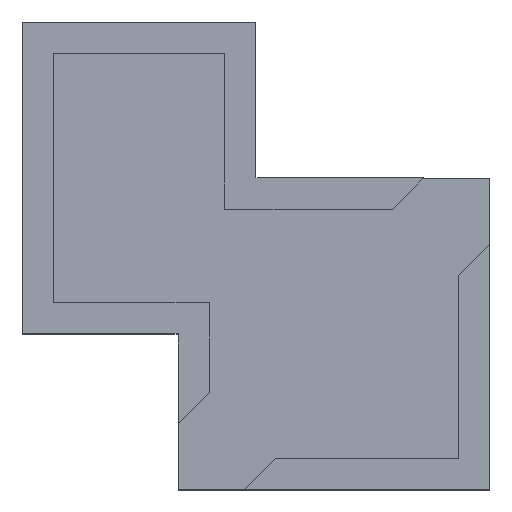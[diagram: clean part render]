
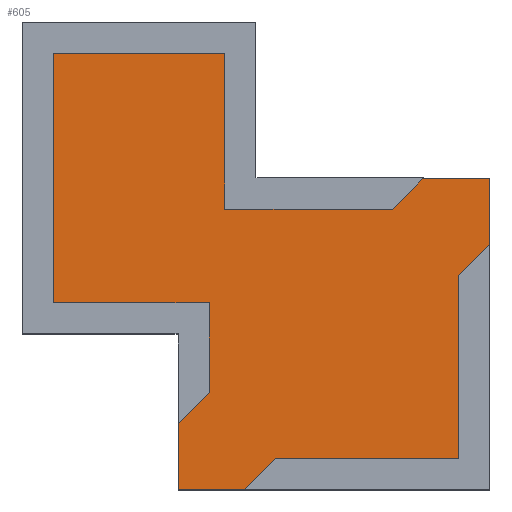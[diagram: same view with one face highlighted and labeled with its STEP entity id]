
A CAD part, top view. The second image highlights one B-rep face of the part: STEP entity #605.
In plain terms, the highlighted planar face has unit normal (0, 0, 1).
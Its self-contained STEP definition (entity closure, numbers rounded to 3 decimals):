
#27=FACE_OUTER_BOUND('',#61,.T.);
#61=EDGE_LOOP('',(#427,#428,#429,#430,#431,#432,#433,#434));
#89=LINE('',#843,#173);
#92=LINE('',#849,#176);
#95=LINE('',#855,#179);
#98=LINE('',#861,#182);
#101=LINE('',#867,#185);
#104=LINE('',#873,#188);
#107=LINE('',#879,#191);
#110=LINE('',#883,#194);
#173=VECTOR('',#687,10.);
#176=VECTOR('',#692,10.);
#179=VECTOR('',#697,10.);
#182=VECTOR('',#702,10.);
#185=VECTOR('',#707,10.);
#188=VECTOR('',#712,10.);
#191=VECTOR('',#717,10.);
#194=VECTOR('',#722,10.);
#257=VERTEX_POINT('',#840);
#258=VERTEX_POINT('',#842);
#260=VERTEX_POINT('',#848);
#262=VERTEX_POINT('',#854);
#264=VERTEX_POINT('',#860);
#266=VERTEX_POINT('',#866);
#268=VERTEX_POINT('',#872);
#270=VERTEX_POINT('',#878);
#313=EDGE_CURVE('',#258,#257,#89,.T.);
#316=EDGE_CURVE('',#260,#258,#92,.T.);
#319=EDGE_CURVE('',#262,#260,#95,.T.);
#322=EDGE_CURVE('',#264,#262,#98,.T.);
#325=EDGE_CURVE('',#266,#264,#101,.T.);
#328=EDGE_CURVE('',#268,#266,#104,.T.);
#331=EDGE_CURVE('',#270,#268,#107,.T.);
#334=EDGE_CURVE('',#257,#270,#110,.T.);
#427=ORIENTED_EDGE('',*,*,#334,.T.);
#428=ORIENTED_EDGE('',*,*,#331,.T.);
#429=ORIENTED_EDGE('',*,*,#328,.T.);
#430=ORIENTED_EDGE('',*,*,#325,.T.);
#431=ORIENTED_EDGE('',*,*,#322,.T.);
#432=ORIENTED_EDGE('',*,*,#319,.T.);
#433=ORIENTED_EDGE('',*,*,#316,.T.);
#434=ORIENTED_EDGE('',*,*,#313,.T.);
#571=PLANE('',#655);
#605=ADVANCED_FACE('',(#27),#571,.T.);
#655=AXIS2_PLACEMENT_3D('',#884,#723,#724);
#687=DIRECTION('',(1.,0.,0.));
#692=DIRECTION('',(0.,-1.,0.));
#697=DIRECTION('',(-1.,0.,0.));
#702=DIRECTION('',(0.,1.,0.));
#707=DIRECTION('',(-1.,0.,0.));
#712=DIRECTION('',(0.,1.,0.));
#717=DIRECTION('',(1.,0.,0.));
#722=DIRECTION('',(0.,-1.,0.));
#723=DIRECTION('center_axis',(0.,0.,1.));
#724=DIRECTION('ref_axis',(1.,0.,0.));
#840=CARTESIAN_POINT('',(0.,20.,4.));
#842=CARTESIAN_POINT('',(-20.,20.,4.));
#843=CARTESIAN_POINT('',(-20.,20.,4.));
#848=CARTESIAN_POINT('',(-20.,60.,4.));
#849=CARTESIAN_POINT('',(-20.,60.,4.));
#854=CARTESIAN_POINT('',(10.,60.,4.));
#855=CARTESIAN_POINT('',(10.,60.,4.));
#860=CARTESIAN_POINT('',(10.,40.,4.));
#861=CARTESIAN_POINT('',(10.,40.,4.));
#866=CARTESIAN_POINT('',(40.,40.,4.));
#867=CARTESIAN_POINT('',(40.,40.,4.));
#872=CARTESIAN_POINT('',(40.,0.,4.));
#873=CARTESIAN_POINT('',(40.,0.,4.));
#878=CARTESIAN_POINT('',(0.,0.,4.));
#879=CARTESIAN_POINT('',(0.,0.,4.));
#883=CARTESIAN_POINT('',(0.,20.,4.));
#884=CARTESIAN_POINT('Origin',(10.,30.,4.));
